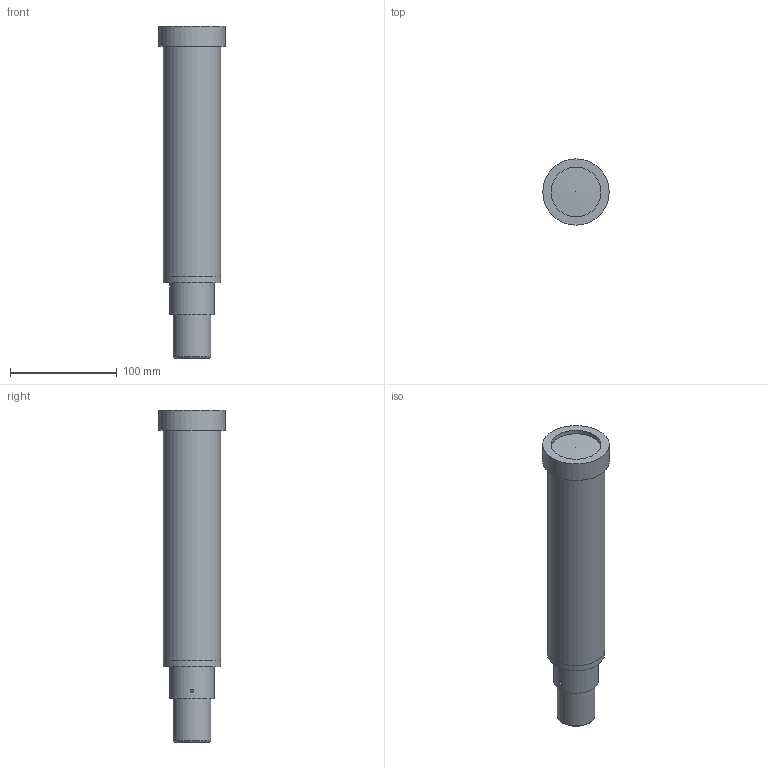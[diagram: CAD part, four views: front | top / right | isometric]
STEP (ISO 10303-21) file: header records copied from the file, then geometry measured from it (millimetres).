
FILE_DESCRIPTION(/* description */ (''),/* implementation_level */ '2;1');
FILE_NAME(/* name */ 'TD Scope CNC v49.step',/* time_stamp */ '2020-09-24T20:12:13-05:00',/* author */ (''),/* organization */ (''),/* preprocessor_version */ 'ST-DEVELOPER v18.1',/* originating_system */ 'Autodesk Translation Framework v9.3.0.1241',/* authorisation */ '');
FILE_SCHEMA (('AUTOMOTIVE_DESIGN { 1 0 10303 214 3 1 1 }'));
Length unit declared in the file: millimetre
Products named in the file (9): TD Scope CNC; Tube; Lens; Front Lens Holder; Front Lens Spacer; Rear Mount; Light Stop; Eyepiece Tube; Eyepiece
Assembly tree (8 placements, depth 2):
  TD Scope CNC
    Tube
    Lens
    Front Lens Holder
    Front Lens Spacer
    Rear Mount
    Light Stop
    Eyepiece Tube
    Eyepiece
Bounding box: 62.21 x 62.21 x 311.33 mm (x, y, z)
Volume: 175145.5 mm3; surface area: 130886.1 mm2
Topology: 8 solids, 8 shells, 53 faces, 91 edges, 60 vertices
Faces by surface type: cylinder 25, plane 24, sphere 2, torus 2
Full cylindrical faces by diameter (mm): 2.8 x1, 12.7 x1, 21.445 x1, 24.9 x1, 25 x1, 29.75 x2, 31.445 x1, 31.75 x1, 32.461 x1, 35.56 x1, 42.164 x1, 42.418 x1, 46.164 x1, 46.8 x2, 50 x1, 50.338 x1, 50.592 x1, 51.1 x1, 53.7 x3, 54.208 x1, 62.208 x1
Entity records: 1717 total; most frequent: CARTESIAN_POINT 289, DIRECTION 279, ORIENTED_EDGE 178, AXIS2_PLACEMENT_3D 126, EDGE_CURVE 89, EDGE_LOOP 75, VERTEX_POINT 60, CIRCLE 56
